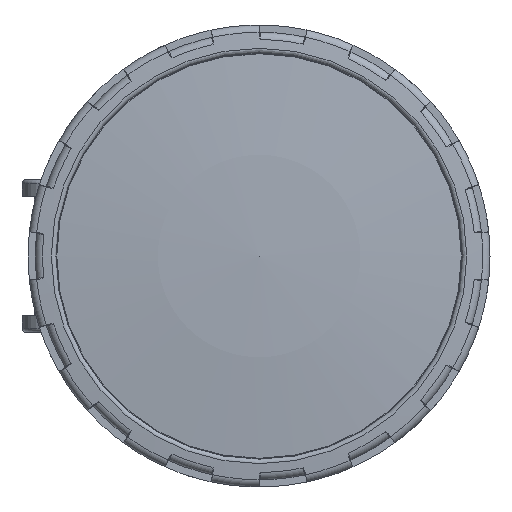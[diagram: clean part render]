
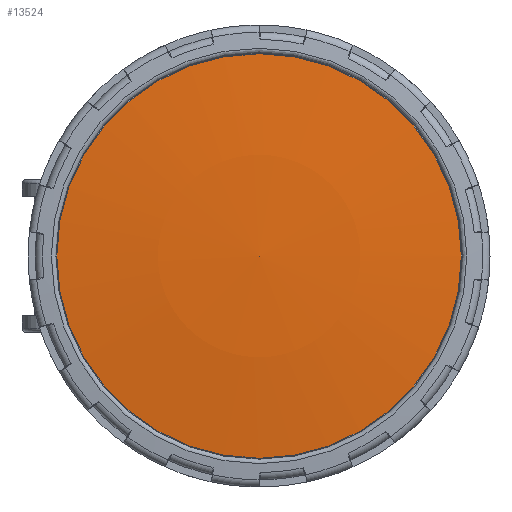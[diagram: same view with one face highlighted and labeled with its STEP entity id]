
A CAD part, left-side view. The second image highlights one B-rep face of the part: STEP entity #13524.
In plain terms, the highlighted spherical face has radius 457.5 mm.
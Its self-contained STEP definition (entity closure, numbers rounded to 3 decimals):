
#13524=ADVANCED_FACE('',(#16126),#14667,.T.);
#14667=SPHERICAL_SURFACE('',#51366,457.5);
#16126=FACE_OUTER_BOUND('',#19180,.T.);
#19180=EDGE_LOOP('',(#28974));
#28974=ORIENTED_EDGE('',*,*,#43435,.T.);
#37374=VERTEX_POINT('',#92088);
#43435=EDGE_CURVE('',#37374,#37374,#47545,.T.);
#47545=CIRCLE('',#51365,49.05);
#51365=AXIS2_PLACEMENT_3D('',#92087,#60956,#60957);
#51366=AXIS2_PLACEMENT_3D('',#92089,#60958,#60959);
#60956=DIRECTION('',(-1.,0.,0.));
#60957=DIRECTION('',(0.,1.,0.));
#60958=DIRECTION('',(-1.,0.,0.));
#60959=DIRECTION('',(0.,-1.,0.));
#92087=CARTESIAN_POINT('',(-87.013,0.,0.));
#92088=CARTESIAN_POINT('',(-87.013,49.05,0.));
#92089=CARTESIAN_POINT('',(367.85,0.,0.));
